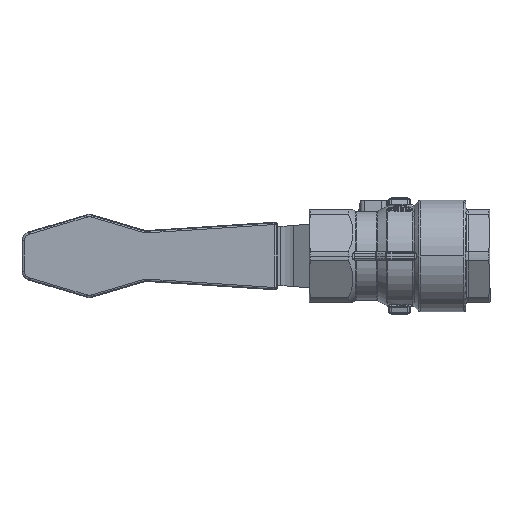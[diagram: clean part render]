
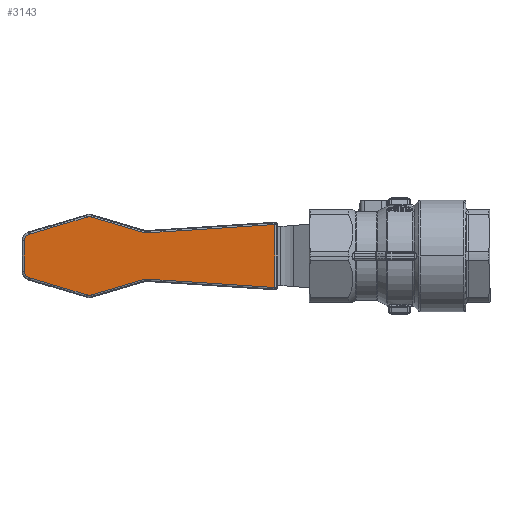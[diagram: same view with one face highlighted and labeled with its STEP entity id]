
A CAD part, front view. The second image highlights one B-rep face of the part: STEP entity #3143.
In plain terms, the highlighted planar face has unit normal (-0.035, -0.999, 0).
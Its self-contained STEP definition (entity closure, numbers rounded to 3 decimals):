
#3143=ADVANCED_FACE('',(#6685),#6686,.T.);
#6685=FACE_OUTER_BOUND('',#14062,.T.);
#6686=PLANE('',#14063);
#14062=EDGE_LOOP('',(#23237,#23238,#23239,#23240,#23241,#23242,#23243,#23244,#23245,#23246,#23247,#23248,#23249,#23250));
#14063=AXIS2_PLACEMENT_3D('',#23251,#23252,#23253);
#23237=ORIENTED_EDGE('',*,*,#29642,.F.);
#23238=ORIENTED_EDGE('',*,*,#26353,.F.);
#23239=ORIENTED_EDGE('',*,*,#29643,.F.);
#23240=ORIENTED_EDGE('',*,*,#26388,.F.);
#23241=ORIENTED_EDGE('',*,*,#29644,.F.);
#23242=ORIENTED_EDGE('',*,*,#26378,.F.);
#23243=ORIENTED_EDGE('',*,*,#29645,.F.);
#23244=ORIENTED_EDGE('',*,*,#26373,.F.);
#23245=ORIENTED_EDGE('',*,*,#29646,.F.);
#23246=ORIENTED_EDGE('',*,*,#26368,.F.);
#23247=ORIENTED_EDGE('',*,*,#29647,.F.);
#23248=ORIENTED_EDGE('',*,*,#26363,.F.);
#23249=ORIENTED_EDGE('',*,*,#29648,.F.);
#23250=ORIENTED_EDGE('',*,*,#26358,.F.);
#23251=CARTESIAN_POINT('',(-27.813,74.263,-0.836));
#23252=DIRECTION('',(-0.035,-0.999,0.));
#23253=DIRECTION('',(-0.999,0.035,0.0));
#26353=EDGE_CURVE('',#30995,#30997,#30998,.T.);
#26358=EDGE_CURVE('',#31004,#31006,#31007,.T.);
#26363=EDGE_CURVE('',#31013,#31015,#31016,.T.);
#26368=EDGE_CURVE('',#31022,#31024,#31025,.T.);
#26373=EDGE_CURVE('',#31031,#31033,#31034,.T.);
#26378=EDGE_CURVE('',#31040,#31042,#31043,.T.);
#26388=EDGE_CURVE('',#31058,#31060,#31061,.T.);
#29642=EDGE_CURVE('',#30997,#31004,#35822,.T.);
#29643=EDGE_CURVE('',#31060,#30995,#35823,.T.);
#29644=EDGE_CURVE('',#31042,#31058,#35824,.T.);
#29645=EDGE_CURVE('',#31033,#31040,#35825,.T.);
#29646=EDGE_CURVE('',#31024,#31031,#35826,.T.);
#29647=EDGE_CURVE('',#31015,#31022,#35827,.T.);
#29648=EDGE_CURVE('',#31006,#31013,#35828,.T.);
#30995=VERTEX_POINT('',#37803);
#30997=VERTEX_POINT('',#37805);
#30998=LINE('',#37806,#37807);
#31004=VERTEX_POINT('',#37814);
#31006=VERTEX_POINT('',#37816);
#31007=LINE('',#37817,#37818);
#31013=VERTEX_POINT('',#37825);
#31015=VERTEX_POINT('',#37827);
#31016=LINE('',#37828,#37829);
#31022=VERTEX_POINT('',#37836);
#31024=VERTEX_POINT('',#37838);
#31025=LINE('',#37839,#37840);
#31031=VERTEX_POINT('',#37847);
#31033=VERTEX_POINT('',#37849);
#31034=LINE('',#37850,#37851);
#31040=VERTEX_POINT('',#37858);
#31042=VERTEX_POINT('',#37860);
#31043=LINE('',#37861,#37862);
#31058=VERTEX_POINT('',#37880);
#31060=VERTEX_POINT('',#37882);
#31061=LINE('',#37883,#37884);
#35822=CIRCLE('',#49299,1.);
#35823=LINE('',#49300,#49301);
#35824=CIRCLE('',#49302,1.);
#35825=CIRCLE('',#49303,1.5);
#35826=CIRCLE('',#49304,1.5);
#35827=CIRCLE('',#49305,1.5);
#35828=CIRCLE('',#49306,1.5);
#37803=CARTESIAN_POINT('',(-26.903,74.231,-6.782));
#37805=CARTESIAN_POINT('',(-54.652,75.2,-4.962));
#37806=CARTESIAN_POINT('',(-19.207,73.962,-7.286));
#37807=VECTOR('',#52510,27.825);
#37814=CARTESIAN_POINT('',(-55.001,75.212,-5.001));
#37816=CARTESIAN_POINT('',(-66.453,75.612,-8.395));
#37817=CARTESIAN_POINT('',(-41.894,74.754,-1.116));
#37818=VECTOR('',#52518,11.951);
#37825=CARTESIAN_POINT('',(-67.305,75.642,-8.395));
#37827=CARTESIAN_POINT('',(-79.797,76.078,-4.693));
#37828=CARTESIAN_POINT('',(-50.18,75.044,-13.471));
#37829=VECTOR('',#52526,13.037);
#37836=CARTESIAN_POINT('',(-80.87,76.115,-3.254));
#37838=CARTESIAN_POINT('',(-80.87,76.115,3.254));
#37839=CARTESIAN_POINT('',(-80.87,76.115,-2.045));
#37840=VECTOR('',#52534,6.509);
#37847=CARTESIAN_POINT('',(-79.797,76.078,4.693));
#37849=CARTESIAN_POINT('',(-67.305,75.642,8.395));
#37850=CARTESIAN_POINT('',(-56.654,75.27,11.552));
#37851=VECTOR('',#52542,13.037);
#37858=CARTESIAN_POINT('',(-66.453,75.612,8.395));
#37860=CARTESIAN_POINT('',(-55.001,75.212,5.001));
#37861=CARTESIAN_POINT('',(-47.436,74.948,2.759));
#37862=VECTOR('',#52550,11.951);
#37880=CARTESIAN_POINT('',(-54.652,75.2,4.962));
#37882=CARTESIAN_POINT('',(-26.903,74.231,6.782));
#37883=CARTESIAN_POINT('',(-41.524,74.741,5.823));
#37884=VECTOR('',#52566,27.825);
#49299=AXIS2_PLACEMENT_3D('',#55433,#55434,#55435);
#49300=CARTESIAN_POINT('',(-26.903,74.231,-0.418));
#49301=VECTOR('',#55436,13.563);
#49302=AXIS2_PLACEMENT_3D('',#55437,#55438,#55439);
#49303=AXIS2_PLACEMENT_3D('',#55440,#55441,#55442);
#49304=AXIS2_PLACEMENT_3D('',#55443,#55444,#55445);
#49305=AXIS2_PLACEMENT_3D('',#55446,#55447,#55448);
#49306=AXIS2_PLACEMENT_3D('',#55449,#55450,#55451);
#52510=DIRECTION('',(-0.997,0.035,0.065));
#52518=DIRECTION('',(-0.958,0.033,-0.284));
#52526=DIRECTION('',(-0.958,0.033,0.284));
#52534=DIRECTION('',(0.,0.,1.0));
#52542=DIRECTION('',(0.958,-0.033,0.284));
#52550=DIRECTION('',(0.958,-0.033,-0.284));
#52566=DIRECTION('',(0.997,-0.035,0.065));
#55433=CARTESIAN_POINT('',(-54.717,75.202,-5.96));
#55434=DIRECTION('',(-0.035,-0.999,0.));
#55435=DIRECTION('',(-0.111,0.004,0.994));
#55436=DIRECTION('',(0.,0.,-1.0));
#55437=CARTESIAN_POINT('',(-54.717,75.202,5.96));
#55438=DIRECTION('',(-0.035,-0.999,0.));
#55439=DIRECTION('',(-0.111,0.004,-0.994));
#55440=CARTESIAN_POINT('',(-66.879,75.627,6.957));
#55441=DIRECTION('',(0.035,0.999,0.));
#55442=DIRECTION('',(0.,0.,1.0));
#55443=CARTESIAN_POINT('',(-79.371,76.063,3.254));
#55444=DIRECTION('',(0.035,0.999,0.));
#55445=DIRECTION('',(-0.801,0.028,0.598));
#55446=CARTESIAN_POINT('',(-79.371,76.063,-3.254));
#55447=DIRECTION('',(0.035,0.999,0.));
#55448=DIRECTION('',(-0.801,0.028,-0.598));
#55449=CARTESIAN_POINT('',(-66.879,75.627,-6.957));
#55450=DIRECTION('',(0.035,0.999,0.));
#55451=DIRECTION('',(0.,0.,-1.0));
